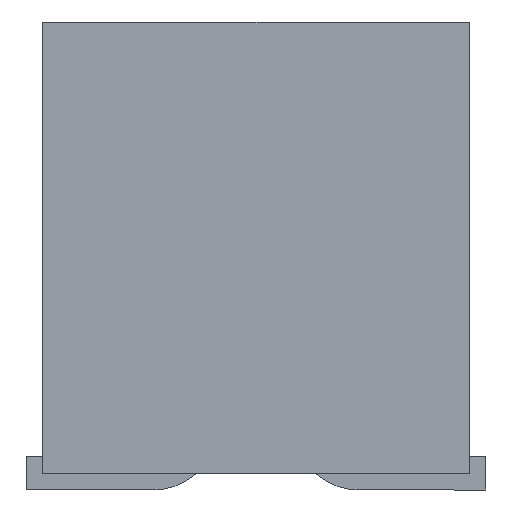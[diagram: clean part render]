
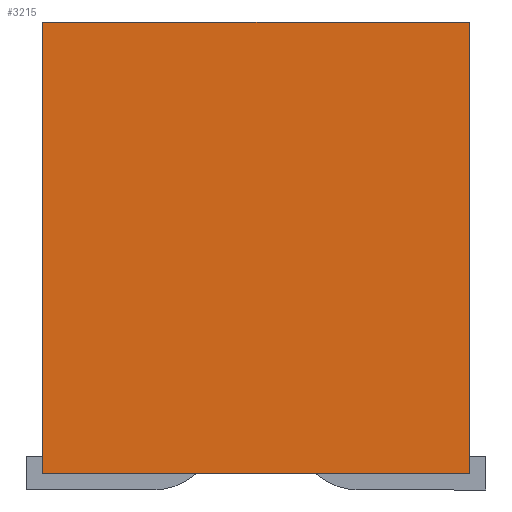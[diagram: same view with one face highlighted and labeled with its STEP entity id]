
A CAD part, left-side view. The second image highlights one B-rep face of the part: STEP entity #3215.
In plain terms, the highlighted planar face has unit normal (-1, 0, 0).
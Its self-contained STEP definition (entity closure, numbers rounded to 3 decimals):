
#114=FACE_OUTER_BOUND('',#298,.T.);
#298=EDGE_LOOP('',(#2084,#2085,#2086,#2087));
#502=LINE('',#4557,#908);
#503=LINE('',#4559,#909);
#504=LINE('',#4561,#910);
#505=LINE('',#4562,#911);
#908=VECTOR('',#3661,5.4);
#909=VECTOR('',#3662,5.1);
#910=VECTOR('',#3663,5.4);
#911=VECTOR('',#3664,5.1);
#1314=VERTEX_POINT('',#4555);
#1315=VERTEX_POINT('',#4556);
#1316=VERTEX_POINT('',#4558);
#1317=VERTEX_POINT('',#4560);
#1618=EDGE_CURVE('',#1314,#1315,#502,.T.);
#1619=EDGE_CURVE('',#1316,#1314,#503,.T.);
#1620=EDGE_CURVE('',#1317,#1316,#504,.T.);
#1621=EDGE_CURVE('',#1315,#1317,#505,.T.);
#2084=ORIENTED_EDGE('',*,*,#1618,.F.);
#2085=ORIENTED_EDGE('',*,*,#1619,.F.);
#2086=ORIENTED_EDGE('',*,*,#1620,.F.);
#2087=ORIENTED_EDGE('',*,*,#1621,.F.);
#3016=PLANE('',#3413);
#3215=ADVANCED_FACE('',(#114),#3016,.F.);
#3413=AXIS2_PLACEMENT_3D('',#4554,#3659,#3660);
#3659=DIRECTION('center_axis',(1.,0.,0.));
#3660=DIRECTION('ref_axis',(0.,1.,0.));
#3661=DIRECTION('',(0.,0.,-1.));
#3662=DIRECTION('',(0.,-1.,0.));
#3663=DIRECTION('',(0.,0.,1.));
#3664=DIRECTION('',(0.,1.,0.));
#4554=CARTESIAN_POINT('Origin',(-6.325,0.,0.));
#4555=CARTESIAN_POINT('',(-6.325,-2.55,5.4));
#4556=CARTESIAN_POINT('',(-6.325,-2.55,0.));
#4557=CARTESIAN_POINT('',(-6.325,-2.55,5.4));
#4558=CARTESIAN_POINT('',(-6.325,2.55,5.4));
#4559=CARTESIAN_POINT('',(-6.325,2.55,5.4));
#4560=CARTESIAN_POINT('',(-6.325,2.55,0.));
#4561=CARTESIAN_POINT('',(-6.325,2.55,0.));
#4562=CARTESIAN_POINT('',(-6.325,-2.55,0.));
